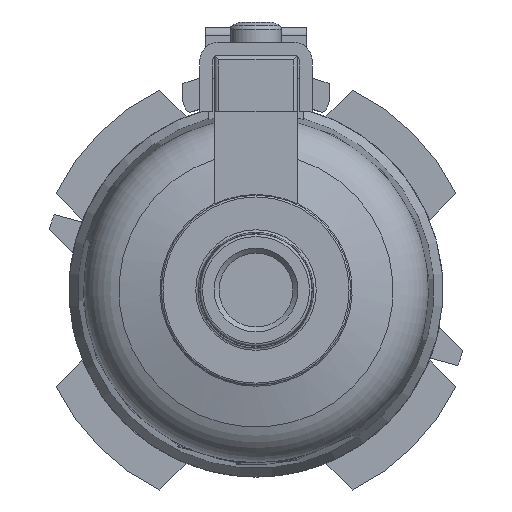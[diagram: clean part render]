
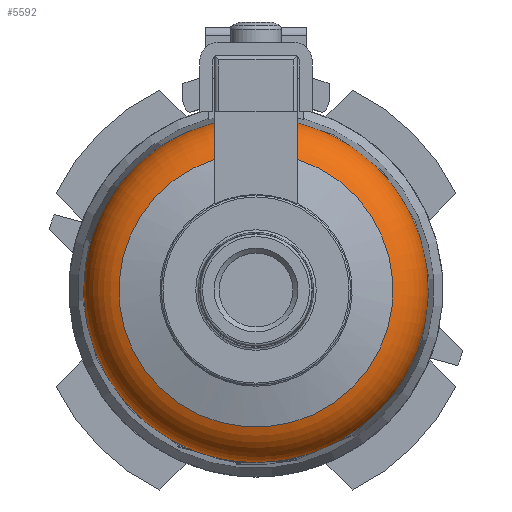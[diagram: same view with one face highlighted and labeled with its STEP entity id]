
A CAD part, front view. The second image highlights one B-rep face of the part: STEP entity #5592.
In plain terms, the highlighted toroidal (fillet/blend) face has major radius 13.996 mm and minor radius 6 mm.
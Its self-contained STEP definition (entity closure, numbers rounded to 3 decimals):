
#901=TOROIDAL_SURFACE('',#5875,13.996,6.);
#956=B_SPLINE_CURVE_WITH_KNOTS('',3,(#7785,#7786,#7787,#7788,#7789),
 .UNSPECIFIED.,.F.,.F.,(4,1,4),(0.02,0.024,0.028),
 .UNSPECIFIED.);
#957=B_SPLINE_CURVE_WITH_KNOTS('',3,(#7793,#7794,#7795,#7796,#7797),
 .UNSPECIFIED.,.F.,.F.,(4,1,4),(0.011,0.015,0.019),
 .UNSPECIFIED.);
#1120=ORIENTED_EDGE('',*,*,#2410,.T.);
#1121=ORIENTED_EDGE('',*,*,#2430,.T.);
#1122=ORIENTED_EDGE('',*,*,#2431,.F.);
#1123=ORIENTED_EDGE('',*,*,#2432,.T.);
#2410=EDGE_CURVE('',#3065,#3066,#3511,.T.);
#2430=EDGE_CURVE('',#3066,#3085,#956,.T.);
#2431=EDGE_CURVE('',#3086,#3085,#3515,.T.);
#2432=EDGE_CURVE('',#3086,#3065,#957,.T.);
#3065=VERTEX_POINT('',#7679);
#3066=VERTEX_POINT('',#7680);
#3085=VERTEX_POINT('',#7790);
#3086=VERTEX_POINT('',#7792);
#3511=CIRCLE('',#5871,19.996);
#3515=CIRCLE('',#5876,15.904);
#3725=EDGE_LOOP('',(#1120,#1121,#1122,#1123));
#4030=FACE_BOUND('',#3725,.T.);
#5592=ADVANCED_FACE('',(#4030),#901,.T.);
#5871=AXIS2_PLACEMENT_3D('',#7678,#6360,#6361);
#5875=AXIS2_PLACEMENT_3D('',#7784,#6368,#6369);
#5876=AXIS2_PLACEMENT_3D('',#7791,#6370,#6371);
#6360=DIRECTION('',(0.,-1.,0.));
#6361=DIRECTION('',(0.,0.,-1.));
#6368=DIRECTION('',(0.,-1.,0.));
#6369=DIRECTION('',(0.,0.,-1.));
#6370=DIRECTION('',(0.,-1.,0.));
#6371=DIRECTION('',(0.,0.,-1.));
#7678=CARTESIAN_POINT('',(0.,18.31,0.));
#7679=CARTESIAN_POINT('',(-4.8,18.31,19.411));
#7680=CARTESIAN_POINT('',(4.8,18.31,19.411));
#7784=CARTESIAN_POINT('',(0.,18.355,0.));
#7785=CARTESIAN_POINT('',(4.8,18.31,19.411));
#7786=CARTESIAN_POINT('',(4.8,17.054,19.401));
#7787=CARTESIAN_POINT('',(4.8,14.549,18.536));
#7788=CARTESIAN_POINT('',(4.8,13.049,16.356));
#7789=CARTESIAN_POINT('',(4.8,12.667,15.163));
#7790=CARTESIAN_POINT('',(4.8,12.667,15.163));
#7791=CARTESIAN_POINT('',(0.,12.667,0.));
#7792=CARTESIAN_POINT('',(-4.8,12.667,15.163));
#7793=CARTESIAN_POINT('',(-4.8,12.667,15.163));
#7794=CARTESIAN_POINT('',(-4.8,13.049,16.356));
#7795=CARTESIAN_POINT('',(-4.8,14.551,18.533));
#7796=CARTESIAN_POINT('',(-4.8,17.044,19.401));
#7797=CARTESIAN_POINT('',(-4.8,18.31,19.411));
